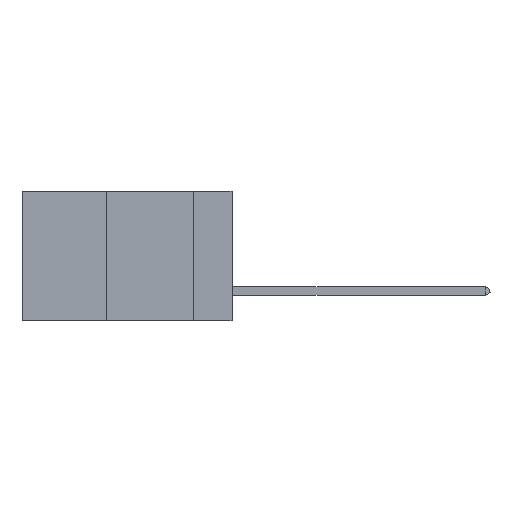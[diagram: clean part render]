
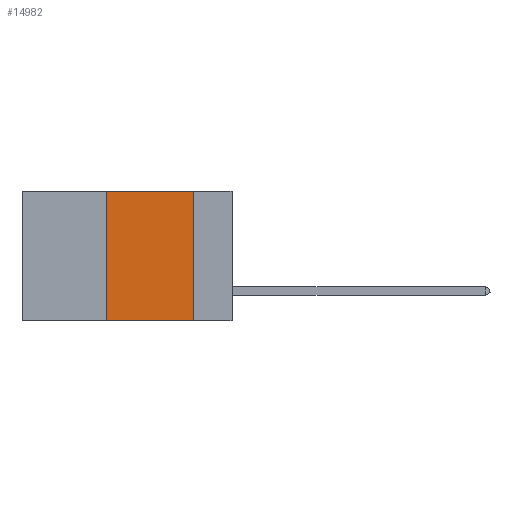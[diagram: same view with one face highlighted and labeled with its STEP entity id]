
A CAD part, left-side view. The second image highlights one B-rep face of the part: STEP entity #14982.
In plain terms, the highlighted planar face has unit normal (-1, 0, 0).
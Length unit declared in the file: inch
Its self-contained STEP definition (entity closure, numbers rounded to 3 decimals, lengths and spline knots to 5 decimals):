
#493 = DIRECTION ( 'NONE',  ( 0., -1., 0. ) ) ;
#698 = FACE_OUTER_BOUND ( 'NONE', #5359, .T. ) ;
#832 = EDGE_CURVE ( 'NONE', #16609, #17230, #7248, .T. ) ;
#1610 = CARTESIAN_POINT ( 'NONE',  ( 0., 0.6, -0.37 ) ) ;
#2092 = CARTESIAN_POINT ( 'NONE',  ( 0., 0.6, 0. ) ) ;
#2344 = CARTESIAN_POINT ( 'NONE',  ( 0., 0.36, 0. ) ) ;
#2509 = DIRECTION ( 'NONE',  ( 0., 0., 1. ) ) ;
#2806 = ORIENTED_EDGE ( 'NONE', *, *, #5142, .F. ) ;
#3140 = VERTEX_POINT ( 'NONE', #8592 ) ;
#3390 = PLANE ( 'NONE',  #5362 ) ;
#3714 = ORIENTED_EDGE ( 'NONE', *, *, #832, .T. ) ;
#3783 = ORIENTED_EDGE ( 'NONE', *, *, #17506, .F. ) ;
#4607 = LINE ( 'NONE', #11919, #17069 ) ;
#5142 = EDGE_CURVE ( 'NONE', #16609, #16187, #8627, .T. ) ;
#5169 = EDGE_CURVE ( 'NONE', #3140, #17230, #4607, .T. ) ;
#5359 = EDGE_LOOP ( 'NONE', ( #5648, #3783, #2806, #3714 ) ) ;
#5362 = AXIS2_PLACEMENT_3D ( 'NONE', #12947, #10257, #9196 ) ;
#5648 = ORIENTED_EDGE ( 'NONE', *, *, #5169, .F. ) ;
#7248 = LINE ( 'NONE', #1610, #13600 ) ;
#7526 = LINE ( 'NONE', #2092, #9693 ) ;
#8592 = CARTESIAN_POINT ( 'NONE',  ( 0., 0.11, 0. ) ) ;
#8627 = LINE ( 'NONE', #2344, #12857 ) ;
#9196 = DIRECTION ( 'NONE',  ( 0., 0., -1. ) ) ;
#9693 = VECTOR ( 'NONE', #493, 39.37008 ) ;
#10257 = DIRECTION ( 'NONE',  ( 1., 0., 0. ) ) ;
#10905 = CARTESIAN_POINT ( 'NONE',  ( 0., 0.11, -0.37 ) ) ;
#11919 = CARTESIAN_POINT ( 'NONE',  ( 0., 0.11, 0. ) ) ;
#12857 = VECTOR ( 'NONE', #2509, 39.37008 ) ;
#12947 = CARTESIAN_POINT ( 'NONE',  ( 0., 0.6, 0. ) ) ;
#13600 = VECTOR ( 'NONE', #17007, 39.37008 ) ;
#14982 = ADVANCED_FACE ( 'NONE', ( #698 ), #3390, .F. ) ;
#15261 = CARTESIAN_POINT ( 'NONE',  ( 0., 0.36, 0. ) ) ;
#15321 = CARTESIAN_POINT ( 'NONE',  ( 0., 0.36, -0.37 ) ) ;
#16187 = VERTEX_POINT ( 'NONE', #15261 ) ;
#16609 = VERTEX_POINT ( 'NONE', #15321 ) ;
#17007 = DIRECTION ( 'NONE',  ( 0., -1., 0. ) ) ;
#17069 = VECTOR ( 'NONE', #17255, 39.37008 ) ;
#17230 = VERTEX_POINT ( 'NONE', #10905 ) ;
#17255 = DIRECTION ( 'NONE',  ( 0., 0., -1. ) ) ;
#17506 = EDGE_CURVE ( 'NONE', #16187, #3140, #7526, .T. ) ;
